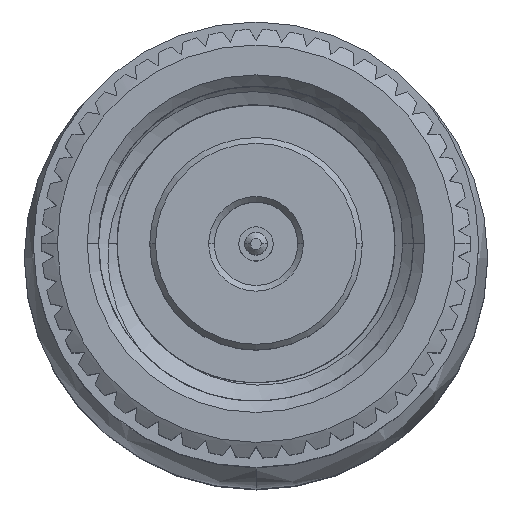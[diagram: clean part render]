
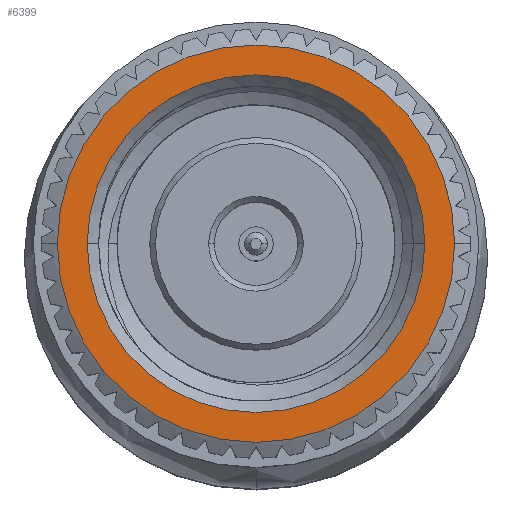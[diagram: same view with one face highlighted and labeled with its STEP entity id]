
A CAD part, top view. The second image highlights one B-rep face of the part: STEP entity #6399.
In plain terms, the highlighted face is planar.
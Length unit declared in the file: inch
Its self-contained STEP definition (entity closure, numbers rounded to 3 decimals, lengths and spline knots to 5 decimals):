
#179 = ORIENTED_EDGE ( 'NONE', *, *, #9382, .T. ) ;
#1616 = CARTESIAN_POINT ( 'NONE',  ( 0., 0., 0.1478 ) ) ;
#1824 = EDGE_CURVE ( 'NONE', #4644, #2774, #16989, .T. ) ;
#2351 = DIRECTION ( 'NONE',  ( 0., 0., 1. ) ) ;
#2774 = VERTEX_POINT ( 'NONE', #9990 ) ;
#3220 = CARTESIAN_POINT ( 'NONE',  ( 0., 0., 0. ) ) ;
#3229 = CIRCLE ( 'NONE', #13222, 0.1478 ) ;
#3439 = AXIS2_PLACEMENT_3D ( 'NONE', #13368, #5088, #10504 ) ;
#4644 = VERTEX_POINT ( 'NONE', #16826 ) ;
#4944 = CARTESIAN_POINT ( 'NONE',  ( 0., 0., 0. ) ) ;
#5088 = DIRECTION ( 'NONE',  ( -1., 0., 0. ) ) ;
#5335 = ORIENTED_EDGE ( 'NONE', *, *, #15296, .T. ) ;
#5516 = CIRCLE ( 'NONE', #9039, 0.1478 ) ;
#6399 = ADVANCED_FACE ( 'NONE', ( #7737, #10604 ), #10326, .T. ) ;
#6590 = DIRECTION ( 'NONE',  ( 1., 0., 0. ) ) ;
#7078 = AXIS2_PLACEMENT_3D ( 'NONE', #3220, #8818, #14457 ) ;
#7737 = FACE_BOUND ( 'NONE', #12818, .T. ) ;
#8485 = CARTESIAN_POINT ( 'NONE',  ( 0., 0., -0.1478 ) ) ;
#8818 = DIRECTION ( 'NONE',  ( 1., 0., 0. ) ) ;
#9039 = AXIS2_PLACEMENT_3D ( 'NONE', #16365, #17563, #2351 ) ;
#9382 = EDGE_CURVE ( 'NONE', #11471, #13971, #5516, .T. ) ;
#9990 = CARTESIAN_POINT ( 'NONE',  ( 0., 0., -0.17394 ) ) ;
#10326 = PLANE ( 'NONE',  #3439 ) ;
#10504 = DIRECTION ( 'NONE',  ( 0., 0., 1. ) ) ;
#10604 = FACE_OUTER_BOUND ( 'NONE', #17787, .T. ) ;
#10957 = CARTESIAN_POINT ( 'NONE',  ( 0., 0., 0. ) ) ;
#11471 = VERTEX_POINT ( 'NONE', #8485 ) ;
#12521 = DIRECTION ( 'NONE',  ( 0., 0., -1. ) ) ;
#12818 = EDGE_LOOP ( 'NONE', ( #5335, #179 ) ) ;
#12857 = AXIS2_PLACEMENT_3D ( 'NONE', #10957, #16607, #12521 ) ;
#13222 = AXIS2_PLACEMENT_3D ( 'NONE', #4944, #6590, #15001 ) ;
#13368 = CARTESIAN_POINT ( 'NONE',  ( 0., 0., 0. ) ) ;
#13567 = EDGE_CURVE ( 'NONE', #2774, #4644, #15348, .T. ) ;
#13971 = VERTEX_POINT ( 'NONE', #1616 ) ;
#14023 = ORIENTED_EDGE ( 'NONE', *, *, #1824, .F. ) ;
#14457 = DIRECTION ( 'NONE',  ( 0., 0., -1. ) ) ;
#15001 = DIRECTION ( 'NONE',  ( 0., 0., 1. ) ) ;
#15157 = ORIENTED_EDGE ( 'NONE', *, *, #13567, .F. ) ;
#15296 = EDGE_CURVE ( 'NONE', #13971, #11471, #3229, .T. ) ;
#15348 = CIRCLE ( 'NONE', #7078, 0.17394 ) ;
#16365 = CARTESIAN_POINT ( 'NONE',  ( 0., 0., 0. ) ) ;
#16607 = DIRECTION ( 'NONE',  ( 1., 0., 0. ) ) ;
#16826 = CARTESIAN_POINT ( 'NONE',  ( 0., 0., 0.17394 ) ) ;
#16989 = CIRCLE ( 'NONE', #12857, 0.17394 ) ;
#17563 = DIRECTION ( 'NONE',  ( 1., 0., 0. ) ) ;
#17787 = EDGE_LOOP ( 'NONE', ( #15157, #14023 ) ) ;
